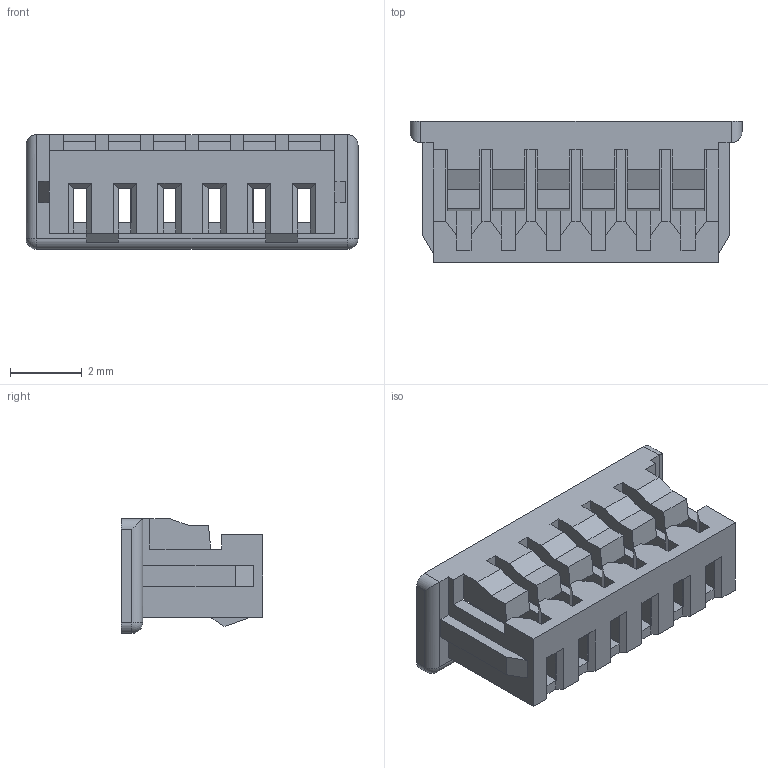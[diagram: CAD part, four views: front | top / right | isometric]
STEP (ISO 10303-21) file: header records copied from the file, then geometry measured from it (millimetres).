
FILE_DESCRIPTION(('FreeCAD Model'),'2;1');
FILE_NAME('510210600.step','2016-05-20T02:32:56',( 'Author'),(''),'Open CASCADE STEP processor 6.8','FreeCAD','Unknown' );
FILE_SCHEMA(('AUTOMOTIVE_DESIGN_CC2 { 1 2 10303 214 -1 1 5 4 }'));
Length unit declared in the file: millimetre
Products named in the file (2): ASSEMBLY; 510210600
Assembly tree (1 placements, depth 2):
  ASSEMBLY
    510210600
Bounding box: 9.25 x 3.95 x 3.2 mm (x, y, z)
Volume: 47.7 mm3; surface area: 262.9 mm2
Topology: 1 solids, 1 shells, 293 faces, 793 edges, 486 vertices
Faces by surface type: plane 284, cylinder 7, sphere 2
Entity records: 20103 total; most frequent: CARTESIAN_POINT 4086, DIRECTION 2943, LINE 2329, VECTOR 2329, ORIENTED_EDGE 1586, PCURVE 1586, DEFINITIONAL_REPRESENTATION 1586, EDGE_CURVE 793
